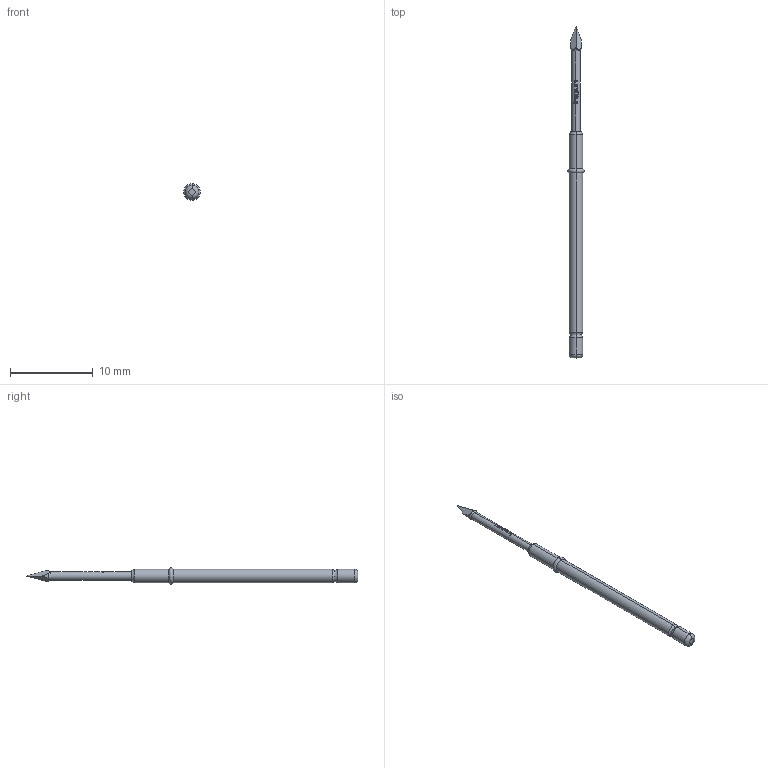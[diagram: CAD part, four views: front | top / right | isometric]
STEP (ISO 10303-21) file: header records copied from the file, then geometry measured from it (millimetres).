
FILE_DESCRIPTION (( 'STEP AP203' ), '1' );
FILE_NAME ('INGUN_GKS-412_291_130_A_xx05.STEP', '2020-09-14T15:25:58', ( '' ), ( '' ), 'SwSTEP 2.0', 'SolidWorks 2018', '' );
FILE_SCHEMA (( 'CONFIG_CONTROL_DESIGN' ));
Length unit declared in the file: millimetre
Products named in the file (1): INGUN_GKS-412_291_130_A_xx05
Bounding box: 2 x 40.2 x 2 mm (x, y, z)
Volume: 67.5 mm3; surface area: 185 mm2
Topology: 1 solids, 1 shells, 117 faces, 315 edges, 203 vertices
Faces by surface type: plane 47, cylinder 32, bspline 22, torus 14, cone 2
Entity records: 4718 total; most frequent: CARTESIAN_POINT 2210, ORIENTED_EDGE 630, DIRECTION 321, EDGE_CURVE 315, B_SPLINE_CURVE_WITH_KNOTS 226, VERTEX_POINT 203, AXIS2_PLACEMENT_3D 144, EDGE_LOOP 120
